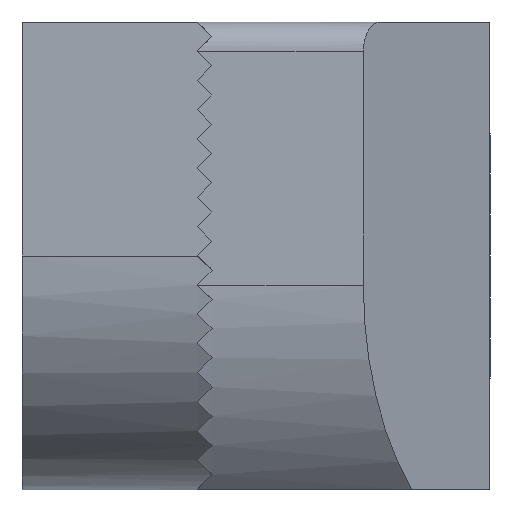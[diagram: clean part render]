
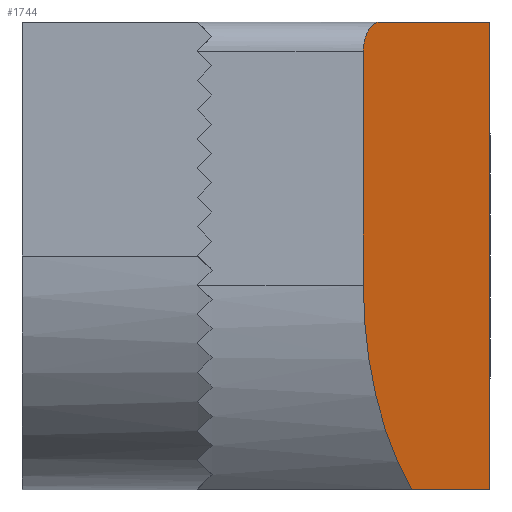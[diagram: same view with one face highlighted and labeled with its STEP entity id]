
A CAD part, left-side view. The second image highlights one B-rep face of the part: STEP entity #1744.
In plain terms, the highlighted planar face has unit normal (-0.5, -0.866, 0).
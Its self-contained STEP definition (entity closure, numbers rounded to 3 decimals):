
#195 = VERTEX_POINT ( 'NONE', #937 ) ;
#254 = VECTOR ( 'NONE', #1262, 1000. ) ;
#290 = CARTESIAN_POINT ( 'NONE',  ( -9.75, 2.165, -0.5 ) ) ;
#383 = CARTESIAN_POINT ( 'NONE',  ( -9.75, 2.165, -4.499 ) ) ;
#396 = CARTESIAN_POINT ( 'NONE',  ( -6., 0., -8. ) ) ;
#408 = CARTESIAN_POINT ( 'NONE',  ( -6., 0., -8. ) ) ;
#409 = EDGE_CURVE ( 'NONE', #195, #3693, #1040, .T. ) ;
#415 = CARTESIAN_POINT ( 'NONE',  ( -9.75, 2.165, -5.825 ) ) ;
#531 = CARTESIAN_POINT ( 'NONE',  ( -6., 0., -8. ) ) ;
#567 = DIRECTION ( 'NONE',  ( 0., 0., 1. ) ) ;
#625 = CARTESIAN_POINT ( 'NONE',  ( -9.543, 2.045, 0. ) ) ;
#662 = FACE_OUTER_BOUND ( 'NONE', #2816, .T. ) ;
#675 = CARTESIAN_POINT ( 'NONE',  ( -8.32, 1.339, -8. ) ) ;
#717 = ORIENTED_EDGE ( 'NONE', *, *, #2652, .F. ) ;
#805 = LINE ( 'NONE', #3558, #3082 ) ;
#919 = VERTEX_POINT ( 'NONE', #963 ) ;
#937 = CARTESIAN_POINT ( 'NONE',  ( -8.32, 1.339, -8. ) ) ;
#955 = ORIENTED_EDGE ( 'NONE', *, *, #409, .T. ) ;
#963 = CARTESIAN_POINT ( 'NONE',  ( -6., 0., 0. ) ) ;
#994 = DIRECTION ( 'NONE',  ( 0.866, -0.5, 0. ) ) ;
#1040 = LINE ( 'NONE', #396, #254 ) ;
#1071 =( BOUNDED_CURVE ( )  B_SPLINE_CURVE ( 3, ( #675, #3365, #415, #2527 ),
 .UNSPECIFIED., .F., .T. ) 
 B_SPLINE_CURVE_WITH_KNOTS ( ( 4, 4 ),
 ( 5.508, 6.283 ),
 .UNSPECIFIED. ) 
 CURVE ( )  GEOMETRIC_REPRESENTATION_ITEM ( )  RATIONAL_B_SPLINE_CURVE ( ( 1., 0.95, 0.95, 1. ) ) 
 REPRESENTATION_ITEM ( '' )  );
#1105 = EDGE_CURVE ( 'NONE', #3412, #919, #2699, .T. ) ;
#1148 = CARTESIAN_POINT ( 'NONE',  ( -9.25, 1.876, 0. ) ) ;
#1262 = DIRECTION ( 'NONE',  ( 0.866, -0.5, 0. ) ) ;
#1268 = VECTOR ( 'NONE', #2033, 1000. ) ;
#1348 = AXIS2_PLACEMENT_3D ( 'NONE', #408, #2796, #994 ) ;
#1501 = ORIENTED_EDGE ( 'NONE', *, *, #3551, .T. ) ;
#1744 = ADVANCED_FACE ( 'NONE', ( #662 ), #1858, .T. ) ;
#1858 = PLANE ( 'NONE',  #1348 ) ;
#1862 = EDGE_CURVE ( 'NONE', #3693, #919, #2275, .T. ) ;
#1902 =( BOUNDED_CURVE ( )  B_SPLINE_CURVE ( 3, ( #1148, #625, #3240, #2071 ),
 .UNSPECIFIED., .F., .T. ) 
 B_SPLINE_CURVE_WITH_KNOTS ( ( 4, 4 ),
 ( 4.712, 6.283 ),
 .UNSPECIFIED. ) 
 CURVE ( )  GEOMETRIC_REPRESENTATION_ITEM ( )  RATIONAL_B_SPLINE_CURVE ( ( 1., 0.805, 0.805, 1. ) ) 
 REPRESENTATION_ITEM ( '' )  );
#2033 = DIRECTION ( 'NONE',  ( 0.866, -0.5, 0. ) ) ;
#2071 = CARTESIAN_POINT ( 'NONE',  ( -9.75, 2.165, -0.5 ) ) ;
#2075 = VERTEX_POINT ( 'NONE', #383 ) ;
#2275 = LINE ( 'NONE', #531, #3145 ) ;
#2283 = CARTESIAN_POINT ( 'NONE',  ( -9.25, 1.876, 0. ) ) ;
#2496 = ORIENTED_EDGE ( 'NONE', *, *, #1105, .F. ) ;
#2527 = CARTESIAN_POINT ( 'NONE',  ( -9.75, 2.165, -4.499 ) ) ;
#2596 = DIRECTION ( 'NONE',  ( 0., 0., 1. ) ) ;
#2652 = EDGE_CURVE ( 'NONE', #195, #2075, #1071, .T. ) ;
#2688 = CARTESIAN_POINT ( 'NONE',  ( -6., 0., 0. ) ) ;
#2699 = LINE ( 'NONE', #2688, #1268 ) ;
#2750 = ORIENTED_EDGE ( 'NONE', *, *, #1862, .T. ) ;
#2796 = DIRECTION ( 'NONE',  ( -0.5, -0.866, 0. ) ) ;
#2815 = VERTEX_POINT ( 'NONE', #290 ) ;
#2816 = EDGE_LOOP ( 'NONE', ( #2496, #1501, #3468, #717, #955, #2750 ) ) ;
#3010 = CARTESIAN_POINT ( 'NONE',  ( -6., 0., -8. ) ) ;
#3082 = VECTOR ( 'NONE', #567, 1000. ) ;
#3145 = VECTOR ( 'NONE', #2596, 1000. ) ;
#3240 = CARTESIAN_POINT ( 'NONE',  ( -9.75, 2.165, -0.207 ) ) ;
#3365 = CARTESIAN_POINT ( 'NONE',  ( -9.249, 1.875, -7.053 ) ) ;
#3412 = VERTEX_POINT ( 'NONE', #2283 ) ;
#3468 = ORIENTED_EDGE ( 'NONE', *, *, #3727, .F. ) ;
#3551 = EDGE_CURVE ( 'NONE', #3412, #2815, #1902, .T. ) ;
#3558 = CARTESIAN_POINT ( 'NONE',  ( -9.75, 2.165, -8. ) ) ;
#3693 = VERTEX_POINT ( 'NONE', #3010 ) ;
#3727 = EDGE_CURVE ( 'NONE', #2075, #2815, #805, .T. ) ;
